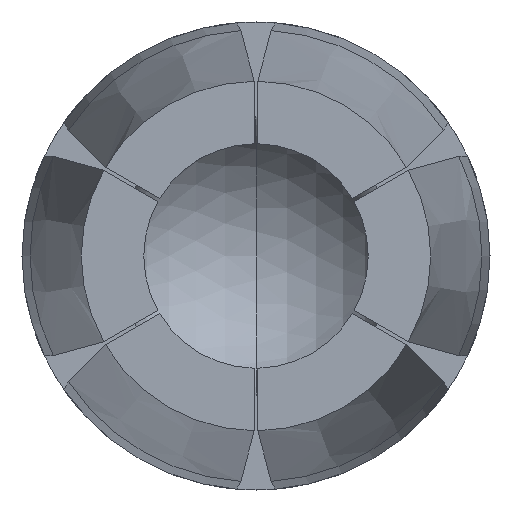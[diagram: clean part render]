
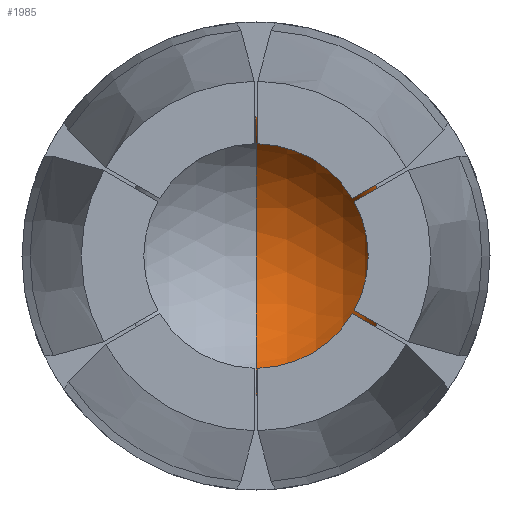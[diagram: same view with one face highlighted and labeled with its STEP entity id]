
A CAD part, front view. The second image highlights one B-rep face of the part: STEP entity #1985.
In plain terms, the highlighted spherical face has radius 1.313 mm.
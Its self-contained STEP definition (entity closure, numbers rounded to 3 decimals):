
#26 = AXIS2_PLACEMENT_3D ( 'NONE', #1788, #1772, #1769 ) ;
#185 = AXIS2_PLACEMENT_3D ( 'NONE', #1885, #1882, #1875 ) ;
#218 = EDGE_CURVE ( 'NONE', #2366, #1987, #2548, .T. ) ;
#232 = EDGE_CURVE ( 'NONE', #1928, #2366, #2547, .T. ) ;
#238 = EDGE_CURVE ( 'NONE', #1928, #1987, #2497, .T. ) ;
#467 = AXIS2_PLACEMENT_3D ( 'NONE', #1289, #2331, #2508 ) ;
#572 = CARTESIAN_POINT ( 'NONE',  ( 0., -12.95, 1.314 ) ) ;
#685 = ORIENTED_EDGE ( 'NONE', *, *, #218, .F. ) ;
#718 = ORIENTED_EDGE ( 'NONE', *, *, #232, .F. ) ;
#759 = ORIENTED_EDGE ( 'NONE', *, *, #238, .T. ) ;
#870 = CARTESIAN_POINT ( 'NONE',  ( 0., -12.95, -1.314 ) ) ;
#1241 = AXIS2_PLACEMENT_3D ( 'NONE', #1838, #1834, #1827 ) ;
#1266 = FACE_OUTER_BOUND ( 'NONE', #1633, .T. ) ;
#1289 = CARTESIAN_POINT ( 'NONE',  ( 0., -12.95, 0. ) ) ;
#1631 = SPHERICAL_SURFACE ( 'NONE', #467, 1.314 ) ;
#1633 = EDGE_LOOP ( 'NONE', ( #718, #759, #685 ) ) ;
#1756 = CARTESIAN_POINT ( 'NONE',  ( 0., -11.636, 0. ) ) ;
#1769 = DIRECTION ( 'NONE',  ( 0., 0., 1. ) ) ;
#1772 = DIRECTION ( 'NONE',  ( -1., 0., 0. ) ) ;
#1788 = CARTESIAN_POINT ( 'NONE',  ( 0., -12.95, 0. ) ) ;
#1827 = DIRECTION ( 'NONE',  ( 0., 0., 1. ) ) ;
#1834 = DIRECTION ( 'NONE',  ( 0., 1., 0. ) ) ;
#1838 = CARTESIAN_POINT ( 'NONE',  ( 0., -12.95, 0. ) ) ;
#1875 = DIRECTION ( 'NONE',  ( 0., 0., -1. ) ) ;
#1882 = DIRECTION ( 'NONE',  ( 1., 0., 0. ) ) ;
#1885 = CARTESIAN_POINT ( 'NONE',  ( 0., -12.95, 0. ) ) ;
#1928 = VERTEX_POINT ( 'NONE', #572 ) ;
#1985 = ADVANCED_FACE ( 'NONE', ( #1266 ), #1631, .F. ) ;
#1987 = VERTEX_POINT ( 'NONE', #1756 ) ;
#2331 = DIRECTION ( 'NONE',  ( -1., 0., 0. ) ) ;
#2366 = VERTEX_POINT ( 'NONE', #870 ) ;
#2497 = CIRCLE ( 'NONE', #26, 1.314 ) ;
#2508 = DIRECTION ( 'NONE',  ( 0., 0., -1. ) ) ;
#2547 = CIRCLE ( 'NONE', #1241, 1.314 ) ;
#2548 = CIRCLE ( 'NONE', #185, 1.314 ) ;
